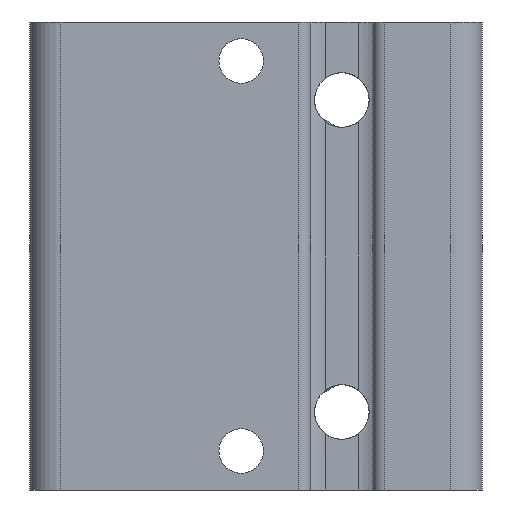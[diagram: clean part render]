
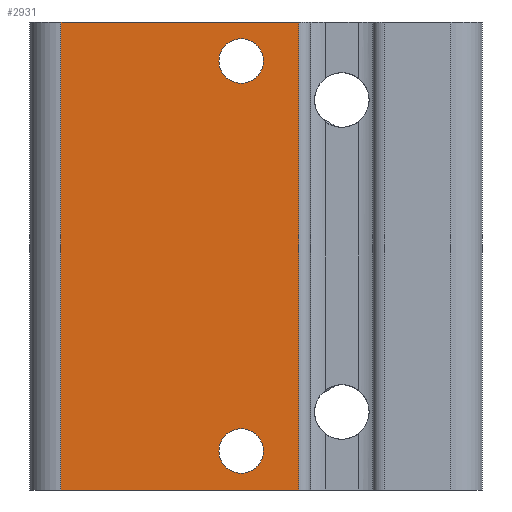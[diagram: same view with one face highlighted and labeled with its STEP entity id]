
A CAD part, left-side view. The second image highlights one B-rep face of the part: STEP entity #2931.
In plain terms, the highlighted planar face has unit normal (-1, 0, 0).
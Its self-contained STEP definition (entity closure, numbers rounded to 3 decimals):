
#175=LINE($,#5121,#385);
#176=LINE($,#5125,#386);
#177=LINE($,#5127,#387);
#178=LINE($,#5128,#388);
#385=VECTOR($,#3834,60.);
#386=VECTOR($,#3839,30.5);
#387=VECTOR($,#3840,60.);
#388=VECTOR($,#3841,30.5);
#513=PLANE($,#3202);
#605=FACE_BOUND($,#951,.T.);
#606=FACE_BOUND($,#952,.T.);
#607=FACE_BOUND($,#953,.T.);
#951=EDGE_LOOP($,(#2289));
#952=EDGE_LOOP($,(#2290));
#953=EDGE_LOOP($,(#2291,#2292,#2293,#2294));
#1141=CIRCLE($,#3073,2.85);
#1143=CIRCLE($,#3076,2.85);
#1333=VERTEX_POINT($,#4717);
#1335=VERTEX_POINT($,#4722);
#1449=VERTEX_POINT($,#5118);
#1450=VERTEX_POINT($,#5120);
#1451=VERTEX_POINT($,#5124);
#1452=VERTEX_POINT($,#5126);
#1628=EDGE_CURVE($,#1333,#1333,#1141,.T.);
#1630=EDGE_CURVE($,#1335,#1335,#1143,.T.);
#1798=EDGE_CURVE($,#1450,#1449,#175,.T.);
#1800=EDGE_CURVE($,#1449,#1451,#176,.T.);
#1801=EDGE_CURVE($,#1452,#1451,#177,.T.);
#1802=EDGE_CURVE($,#1452,#1450,#178,.T.);
#2289=ORIENTED_EDGE($,*,*,#1628,.T.);
#2290=ORIENTED_EDGE($,*,*,#1630,.T.);
#2291=ORIENTED_EDGE($,*,*,#1800,.T.);
#2292=ORIENTED_EDGE($,*,*,#1801,.F.);
#2293=ORIENTED_EDGE($,*,*,#1802,.T.);
#2294=ORIENTED_EDGE($,*,*,#1798,.T.);
#2931=ADVANCED_FACE($,(#605,#606,#607),#513,.T.);
#3073=AXIS2_PLACEMENT_3D($,#4718,#3478,#3479);
#3076=AXIS2_PLACEMENT_3D($,#4723,#3484,#3485);
#3202=AXIS2_PLACEMENT_3D($,#5123,#3837,#3838);
#3478=DIRECTION('center_axis',(1.,0.,0.));
#3479=DIRECTION('ref_axis',(0.,0.,-1.));
#3484=DIRECTION('center_axis',(1.,0.,0.));
#3485=DIRECTION('ref_axis',(0.,0.,-1.));
#3834=DIRECTION($,(0.,0.,1.));
#3837=DIRECTION('center_axis',(-1.,0.,0.));
#3838=DIRECTION('ref_axis',(0.,0.,1.));
#3839=DIRECTION($,(0.,1.,0.));
#3840=DIRECTION($,(0.,0.,1.));
#3841=DIRECTION($,(0.,-1.,0.));
#4717=CARTESIAN_POINT('',(-58.,30.9,57.85));
#4718=CARTESIAN_POINT('Origin',(-58.,30.9,55.));
#4722=CARTESIAN_POINT('',(-58.,30.9,7.85));
#4723=CARTESIAN_POINT('Origin',(-58.,30.9,5.));
#5118=CARTESIAN_POINT('',(-58.,23.5,60.));
#5120=CARTESIAN_POINT('',(-58.,23.5,0.));
#5121=CARTESIAN_POINT($,(-58.,23.5,0.));
#5123=CARTESIAN_POINT('Origin',(-58.,23.5,0.));
#5124=CARTESIAN_POINT('',(-58.,54.,60.));
#5125=CARTESIAN_POINT($,(-58.,54.,60.));
#5126=CARTESIAN_POINT('',(-58.,54.,0.));
#5127=CARTESIAN_POINT($,(-58.,54.,0.));
#5128=CARTESIAN_POINT($,(-58.,54.,0.));
